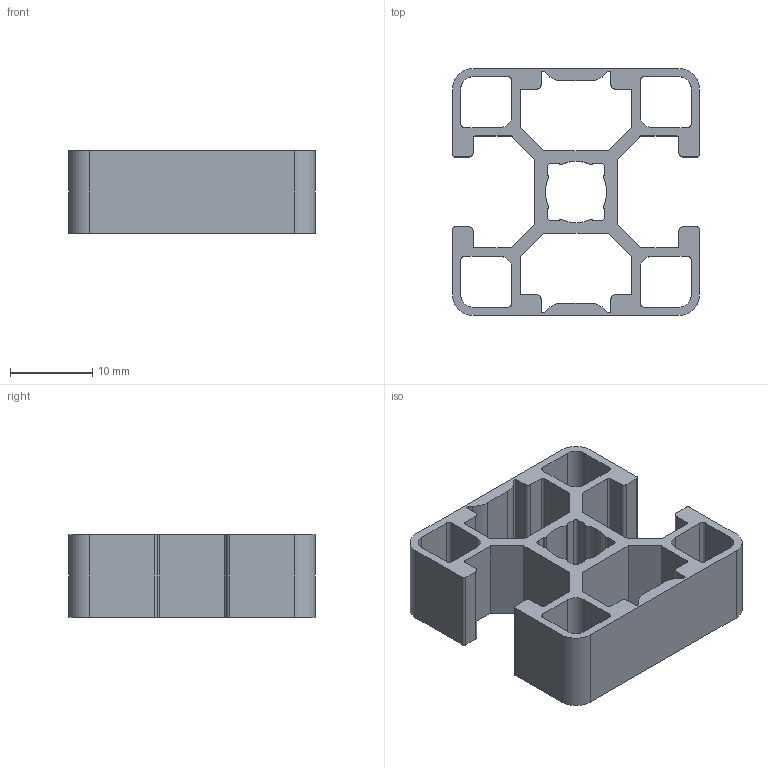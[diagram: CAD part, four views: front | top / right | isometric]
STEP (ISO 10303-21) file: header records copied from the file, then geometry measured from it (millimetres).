
FILE_DESCRIPTION(/* description */ (''),/* implementation_level */ '2;1');
FILE_NAME(/* name */ '201156-0.step',/* time_stamp */ '2021-10-18T12:52:59+02:00',/* author */ ('Rohrbacher'),/* organization */ ('MiniTec'),/* preprocessor_version */ 'ST-DEVELOPER v18.1',/* originating_system */ 'Autodesk Inventor 2021',/* authorisation */ '');
FILE_SCHEMA (('AUTOMOTIVE_DESIGN { 1 0 10303 214 3 1 1 }'));
Length unit declared in the file: millimetre
Products named in the file (1): MTW_1-00137648-01
Bounding box: 30 x 30 x 10 mm (x, y, z)
Volume: 2552.8 mm3; surface area: 4251.9 mm2
Topology: 1 solids, 1 shells, 146 faces, 432 edges, 288 vertices
Faces by surface type: plane 86, cylinder 60
Entity records: 4965 total; most frequent: CARTESIAN_POINT 867, ORIENTED_EDGE 864, DIRECTION 846, EDGE_CURVE 432, LINE 312, VECTOR 312, VERTEX_POINT 288, AXIS2_PLACEMENT_3D 267
